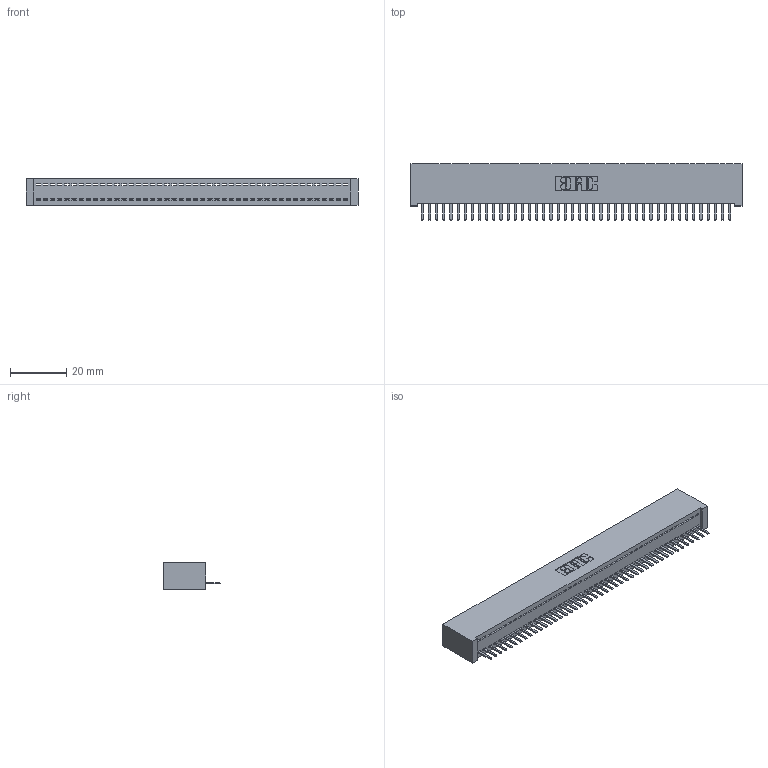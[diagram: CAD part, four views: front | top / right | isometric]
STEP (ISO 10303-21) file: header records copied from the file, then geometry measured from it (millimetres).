
FILE_DESCRIPTION (( 'STEP AP203' ), '1' );
FILE_NAME ('392-044-520-101.STEP', '2018-08-16T14:40:37', ( '' ), ( '' ), 'SwSTEP 2.0', 'SolidWorks 2016', '' );
FILE_SCHEMA (( 'CONFIG_CONTROL_DESIGN' ));
Length unit declared in the file: inch
Products named in the file (3): 342 Part_Lugless; 345-292-001_345-293-120; 392-044-520-101
Assembly tree (45 placements, depth 2):
  392-044-520-101
    342 Part_Lugless
    345-292-001_345-293-120  x44
Bounding box: 118.01 x 20.02 x 9.4 mm (x, y, z)
Volume: 10636.7 mm3; surface area: 15575.4 mm2
Topology: 45 solids, 45 shells, 2830 faces, 8371 edges, 5462 vertices
Faces by surface type: plane 1998, cylinder 832
Entity records: 26345 total; most frequent: CARTESIAN_POINT 4562, ORIENTED_EDGE 4530, DIRECTION 3825, EDGE_CURVE 2265, VECTOR 2141, LINE 2141, VERTEX_POINT 1506, AXIS2_PLACEMENT_3D 842
